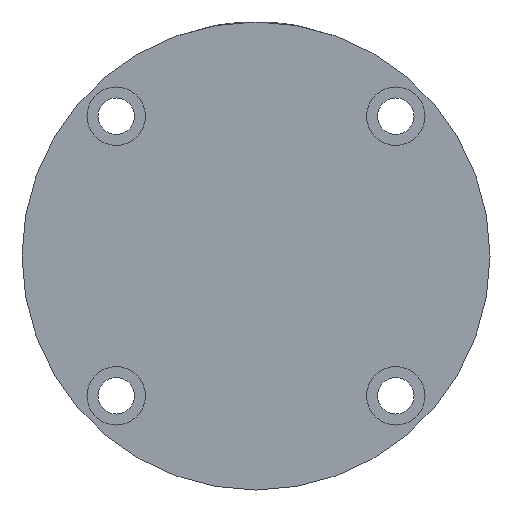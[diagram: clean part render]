
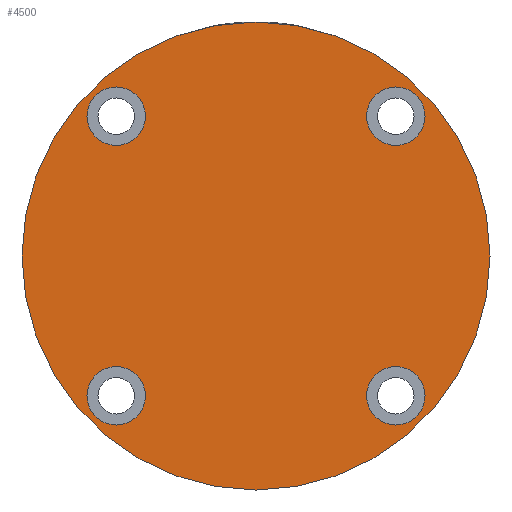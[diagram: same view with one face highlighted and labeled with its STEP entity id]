
A CAD part, left-side view. The second image highlights one B-rep face of the part: STEP entity #4500.
In plain terms, the highlighted face is planar.
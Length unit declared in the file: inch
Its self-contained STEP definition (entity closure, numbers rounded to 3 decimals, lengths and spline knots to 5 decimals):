
#12 = VERTEX_POINT ( 'NONE', #3795 ) ;
#82 = EDGE_CURVE ( 'NONE', #12, #4306, #465, .T. ) ;
#156 = CIRCLE ( 'NONE', #3942, 0.125 ) ;
#163 = AXIS2_PLACEMENT_3D ( 'NONE', #4347, #471, #2951 ) ;
#169 = CARTESIAN_POINT ( 'NONE',  ( -0.59751, 0.5, -0.72251 ) ) ;
#215 = AXIS2_PLACEMENT_3D ( 'NONE', #3516, #1409, #3889 ) ;
#348 = DIRECTION ( 'NONE',  ( 0., 1., 0. ) ) ;
#397 = EDGE_CURVE ( 'NONE', #865, #3021, #4061, .T. ) ;
#435 = CIRCLE ( 'NONE', #2601, 1. ) ;
#437 = CARTESIAN_POINT ( 'NONE',  ( 0.59751, 0.5, 0.59751 ) ) ;
#465 = CIRCLE ( 'NONE', #2811, 0.125 ) ;
#471 = DIRECTION ( 'NONE',  ( 0., -1., 0. ) ) ;
#582 = EDGE_CURVE ( 'NONE', #2553, #2471, #3264, .T. ) ;
#612 = CIRCLE ( 'NONE', #215, 0.125 ) ;
#640 = VERTEX_POINT ( 'NONE', #2340 ) ;
#683 = CARTESIAN_POINT ( 'NONE',  ( -0.59751, 0.5, -0.59751 ) ) ;
#695 = FACE_BOUND ( 'NONE', #1142, .T. ) ;
#722 = EDGE_CURVE ( 'NONE', #2724, #640, #435, .T. ) ;
#728 = CARTESIAN_POINT ( 'NONE',  ( 0.59751, 0.5, -0.72251 ) ) ;
#751 = CARTESIAN_POINT ( 'NONE',  ( 0.59751, 0.5, -0.47251 ) ) ;
#787 = DIRECTION ( 'NONE',  ( 0., 0., 1. ) ) ;
#821 = ORIENTED_EDGE ( 'NONE', *, *, #3404, .T. ) ;
#861 = ORIENTED_EDGE ( 'NONE', *, *, #3208, .F. ) ;
#865 = VERTEX_POINT ( 'NONE', #169 ) ;
#992 = CARTESIAN_POINT ( 'NONE',  ( -0.59751, 0.5, 0.72251 ) ) ;
#1042 = DIRECTION ( 'NONE',  ( 0., 0., 1. ) ) ;
#1142 = EDGE_LOOP ( 'NONE', ( #4390, #3888 ) ) ;
#1171 = CARTESIAN_POINT ( 'NONE',  ( 0., 0.5, 1. ) ) ;
#1175 = PLANE ( 'NONE',  #163 ) ;
#1222 = VERTEX_POINT ( 'NONE', #3403 ) ;
#1228 = DIRECTION ( 'NONE',  ( 0., 1., 0. ) ) ;
#1240 = DIRECTION ( 'NONE',  ( 0., 1., 0. ) ) ;
#1321 = CARTESIAN_POINT ( 'NONE',  ( 0., 0.5, 0. ) ) ;
#1353 = ORIENTED_EDGE ( 'NONE', *, *, #582, .F. ) ;
#1357 = ORIENTED_EDGE ( 'NONE', *, *, #82, .F. ) ;
#1409 = DIRECTION ( 'NONE',  ( 0., 1., 0. ) ) ;
#1423 = DIRECTION ( 'NONE',  ( 0., 1., 0. ) ) ;
#1446 = CARTESIAN_POINT ( 'NONE',  ( -0.59751, 0.5, -0.47251 ) ) ;
#1506 = EDGE_CURVE ( 'NONE', #3021, #865, #156, .T. ) ;
#1510 = FACE_OUTER_BOUND ( 'NONE', #3093, .T. ) ;
#1640 = DIRECTION ( 'NONE',  ( 0., 1., 0. ) ) ;
#1644 = FACE_BOUND ( 'NONE', #3323, .T. ) ;
#1657 = AXIS2_PLACEMENT_3D ( 'NONE', #3326, #1228, #3685 ) ;
#1690 = DIRECTION ( 'NONE',  ( 0., 0., 1. ) ) ;
#1738 = CARTESIAN_POINT ( 'NONE',  ( 0.59751, 0.5, -0.59751 ) ) ;
#1765 = EDGE_LOOP ( 'NONE', ( #2704, #861 ) ) ;
#1795 = CIRCLE ( 'NONE', #3707, 1. ) ;
#1823 = EDGE_CURVE ( 'NONE', #4306, #12, #612, .T. ) ;
#1895 = VERTEX_POINT ( 'NONE', #992 ) ;
#2088 = DIRECTION ( 'NONE',  ( 0., 0., 1. ) ) ;
#2340 = CARTESIAN_POINT ( 'NONE',  ( 0., 0.5, -1. ) ) ;
#2471 = VERTEX_POINT ( 'NONE', #728 ) ;
#2553 = VERTEX_POINT ( 'NONE', #751 ) ;
#2568 = CIRCLE ( 'NONE', #3815, 0.125 ) ;
#2576 = FACE_BOUND ( 'NONE', #1765, .T. ) ;
#2601 = AXIS2_PLACEMENT_3D ( 'NONE', #1321, #3800, #1690 ) ;
#2704 = ORIENTED_EDGE ( 'NONE', *, *, #3739, .F. ) ;
#2724 = VERTEX_POINT ( 'NONE', #1171 ) ;
#2767 = ORIENTED_EDGE ( 'NONE', *, *, #1823, .F. ) ;
#2811 = AXIS2_PLACEMENT_3D ( 'NONE', #437, #2908, #787 ) ;
#2818 = DIRECTION ( 'NONE',  ( 0., 0., 1. ) ) ;
#2908 = DIRECTION ( 'NONE',  ( 0., 1., 0. ) ) ;
#2930 = CIRCLE ( 'NONE', #4018, 0.125 ) ;
#2951 = DIRECTION ( 'NONE',  ( 0., 0., -1. ) ) ;
#3021 = VERTEX_POINT ( 'NONE', #1446 ) ;
#3067 = CIRCLE ( 'NONE', #1657, 0.125 ) ;
#3093 = EDGE_LOOP ( 'NONE', ( #4487, #821 ) ) ;
#3154 = DIRECTION ( 'NONE',  ( 0., 1., 0. ) ) ;
#3181 = ORIENTED_EDGE ( 'NONE', *, *, #3668, .F. ) ;
#3189 = AXIS2_PLACEMENT_3D ( 'NONE', #4127, #348, #2818 ) ;
#3208 = EDGE_CURVE ( 'NONE', #1222, #1895, #2568, .T. ) ;
#3264 = CIRCLE ( 'NONE', #3381, 0.125 ) ;
#3323 = EDGE_LOOP ( 'NONE', ( #1353, #3181 ) ) ;
#3326 = CARTESIAN_POINT ( 'NONE',  ( 0.59751, 0.5, -0.59751 ) ) ;
#3336 = CARTESIAN_POINT ( 'NONE',  ( -0.59751, 0.5, 0.59751 ) ) ;
#3381 = AXIS2_PLACEMENT_3D ( 'NONE', #1738, #4195, #2088 ) ;
#3399 = CARTESIAN_POINT ( 'NONE',  ( 0.59751, 0.5, 0.47251 ) ) ;
#3403 = CARTESIAN_POINT ( 'NONE',  ( -0.59751, 0.5, 0.47251 ) ) ;
#3404 = EDGE_CURVE ( 'NONE', #640, #2724, #1795, .T. ) ;
#3505 = FACE_BOUND ( 'NONE', #4526, .T. ) ;
#3516 = CARTESIAN_POINT ( 'NONE',  ( 0.59751, 0.5, 0.59751 ) ) ;
#3539 = CARTESIAN_POINT ( 'NONE',  ( 0., 0.5, 0. ) ) ;
#3668 = EDGE_CURVE ( 'NONE', #2471, #2553, #3067, .T. ) ;
#3685 = DIRECTION ( 'NONE',  ( 0., 0., 1. ) ) ;
#3703 = DIRECTION ( 'NONE',  ( 0., 0., 1. ) ) ;
#3707 = AXIS2_PLACEMENT_3D ( 'NONE', #3539, #1423, #3908 ) ;
#3739 = EDGE_CURVE ( 'NONE', #1895, #1222, #2930, .T. ) ;
#3747 = CARTESIAN_POINT ( 'NONE',  ( -0.59751, 0.5, 0.59751 ) ) ;
#3795 = CARTESIAN_POINT ( 'NONE',  ( 0.59751, 0.5, 0.72251 ) ) ;
#3800 = DIRECTION ( 'NONE',  ( 0., 1., 0. ) ) ;
#3815 = AXIS2_PLACEMENT_3D ( 'NONE', #3336, #1240, #3703 ) ;
#3888 = ORIENTED_EDGE ( 'NONE', *, *, #397, .F. ) ;
#3889 = DIRECTION ( 'NONE',  ( 0., 0., 1. ) ) ;
#3908 = DIRECTION ( 'NONE',  ( 0., 0., 1. ) ) ;
#3942 = AXIS2_PLACEMENT_3D ( 'NONE', #683, #3154, #1042 ) ;
#4018 = AXIS2_PLACEMENT_3D ( 'NONE', #3747, #1640, #4111 ) ;
#4061 = CIRCLE ( 'NONE', #3189, 0.125 ) ;
#4111 = DIRECTION ( 'NONE',  ( 0., 0., 1. ) ) ;
#4127 = CARTESIAN_POINT ( 'NONE',  ( -0.59751, 0.5, -0.59751 ) ) ;
#4195 = DIRECTION ( 'NONE',  ( 0., 1., 0. ) ) ;
#4306 = VERTEX_POINT ( 'NONE', #3399 ) ;
#4347 = CARTESIAN_POINT ( 'NONE',  ( 0., 0.5, 0. ) ) ;
#4390 = ORIENTED_EDGE ( 'NONE', *, *, #1506, .F. ) ;
#4487 = ORIENTED_EDGE ( 'NONE', *, *, #722, .T. ) ;
#4500 = ADVANCED_FACE ( 'PLANAR_0', ( #695, #1644, #3505, #2576, #1510 ), #1175, .F. ) ;
#4526 = EDGE_LOOP ( 'NONE', ( #1357, #2767 ) ) ;
